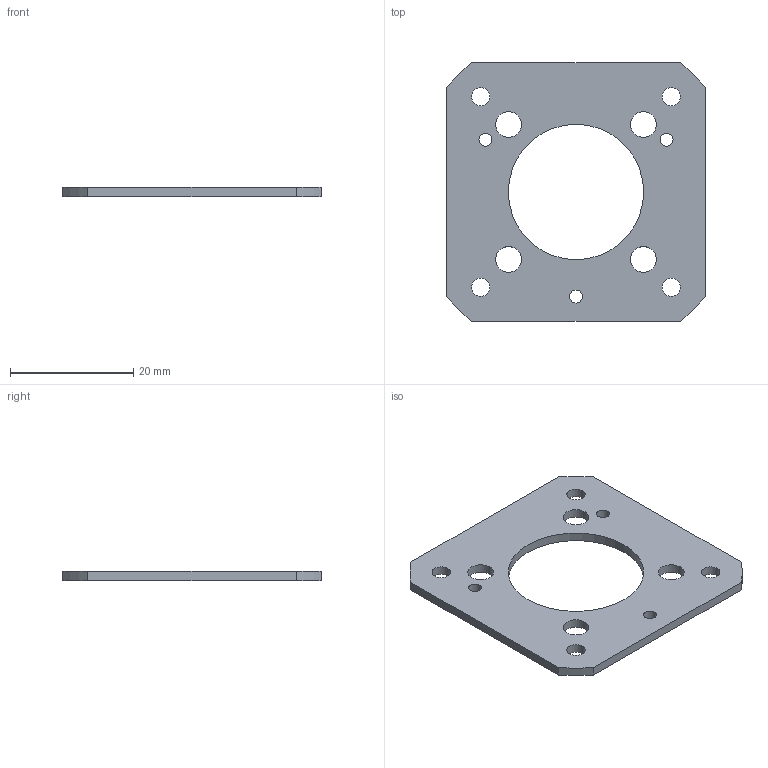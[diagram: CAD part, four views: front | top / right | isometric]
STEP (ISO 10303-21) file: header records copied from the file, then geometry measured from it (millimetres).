
FILE_DESCRIPTION(/* description */ (''),/* implementation_level */ '2;1');
FILE_NAME(/* name */ 'P0009_OB_200326.step',/* time_stamp */ '2020-03-29T16:23:30+02:00',/* author */ (''),/* organization */ (''),/* preprocessor_version */ 'ST-DEVELOPER v18',/* originating_system */ 'Autodesk Translation Framework v8.12.0.6',/* authorisation */ '');
FILE_SCHEMA (('AUTOMOTIVE_DESIGN { 1 0 10303 214 3 1 1 }'));
Length unit declared in the file: millimetre
Products named in the file (1): P0009_OB_200326
Bounding box: 42 x 42 x 1.5 mm (x, y, z)
Volume: 1889.4 mm3; surface area: 3026.2 mm2
Topology: 1 solids, 1 shells, 22 faces, 76 edges, 56 vertices
Faces by surface type: cylinder 16, plane 6
Full cylindrical faces by diameter (mm): 2.1 x3, 3 x4, 4.2 x4, 22 x1
Entity records: 957 total; most frequent: DIRECTION 170, CARTESIAN_POINT 155, ORIENTED_EDGE 152, EDGE_CURVE 76, AXIS2_PLACEMENT_3D 71, VERTEX_POINT 56, CIRCLE 48, EDGE_LOOP 46
